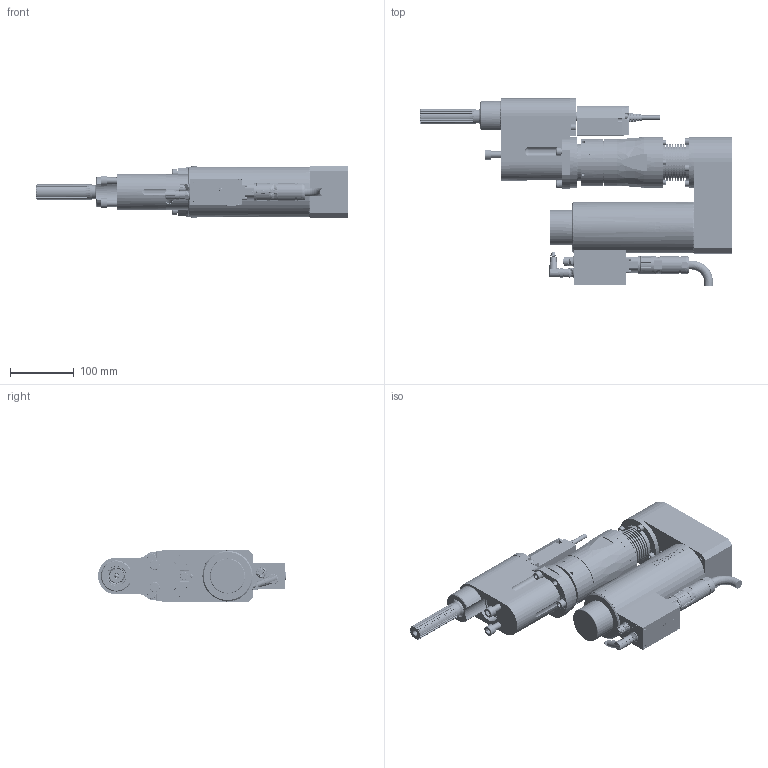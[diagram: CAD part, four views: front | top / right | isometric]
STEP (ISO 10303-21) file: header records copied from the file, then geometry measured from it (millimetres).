
FILE_DESCRIPTION(/* description */ (''),/* implementation_level */ '2;1');
FILE_NAME(/* name */ '3BDU300T1O-A_IAM_001.iam.step',/* time_stamp */ '2021-07-20T07:29:00+02:00',/* author */ ('cideon'),/* organization */ (''),/* preprocessor_version */ 'ST-DEVELOPER v17.2',/* originating_system */ 'Autodesk Inventor 2019',/* authorisation */ '');
FILE_SCHEMA (('AUTOMOTIVE_DESIGN { 1 0 10303 214 3 1 1 }'));
Products named in the file (1): Bauteil15
Bounding box: 488.8 x 295.33 x 80.5 mm (x, y, z)
Volume: 2918853.6 mm3; surface area: 552287.9 mm2
Topology: 4 solids, 4 shells, 4908 faces, 13831 edges, 9078 vertices
Faces by surface type: plane 2900, cylinder 1111, cone 395, bspline 313, torus 164, sphere 25
Full cylindrical faces by diameter (mm): 0.434 x2, 0.6 x16, 0.8 x2, 0.9 x8, 1 x2, 1.83 x2, 2.5 x4, 2.9 x1, 3 x3, 3.1 x1, 3.3 x2, 4 x6, 4.5 x6, 4.8 x2, 5 x23, 5.1 x1, 5.5 x4, 5.9 x1, 6 x17, 6.3 x1, 6.4 x7, 6.6 x10, 6.8 x5, 7 x8, 7.3 x2, 7.9 x6, 8 x4, 8.2 x1, 8.5 x2, 9 x1
Entity records: 209820 total; most frequent: CARTESIAN_POINT 80880, ORIENTED_EDGE 27606, DIRECTION 25578, EDGE_CURVE 13803, AXIS2_PLACEMENT_3D 9180, VERTEX_POINT 9078, LINE 7218, VECTOR 7218
